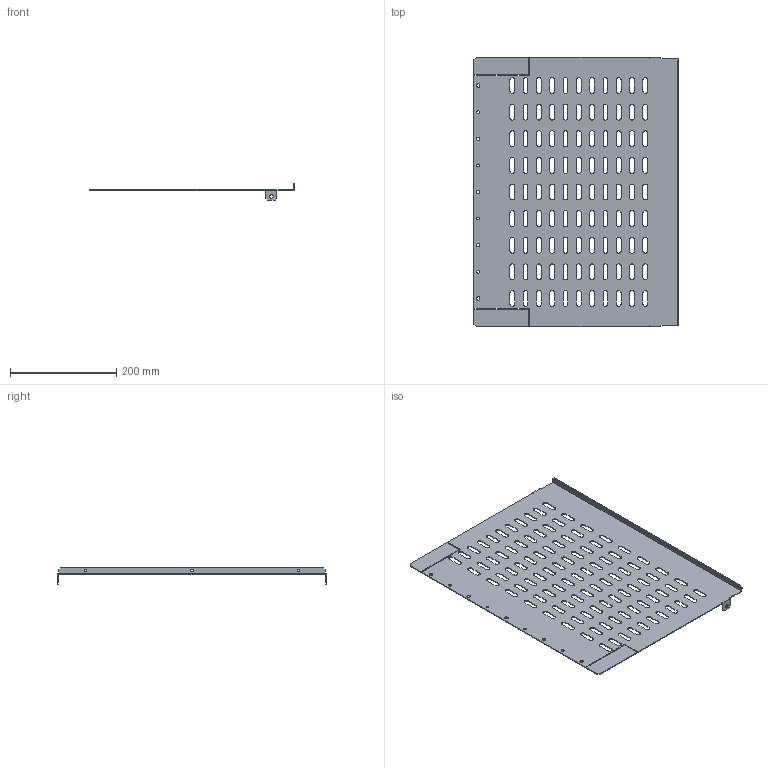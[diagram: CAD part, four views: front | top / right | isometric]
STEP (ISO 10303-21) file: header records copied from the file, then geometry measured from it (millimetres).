
FILE_DESCRIPTION (( 'STEP AP203' ), '1' );
FILE_NAME ('FO-00-SWHR-060 FORMAT Ïåðåãîðîäêà ñåêö. ãîðèç. àïïàðàòíîãî îòñåêà 600 IEK.STEP', '2024-07-09T12:25:24', ( '' ), ( '' ), 'SwSTEP 2.0', 'SolidWorks 2022', '' );
FILE_SCHEMA (( 'CONFIG_CONTROL_DESIGN' ));
Length unit declared in the file: millimetre
Products named in the file (1): FO-00-SWHR-060 FORMAT Перегородка секц. гориз. аппаратного отсека 600 IEK
Bounding box: 383.5 x 506 x 30.5 mm (x, y, z)
Volume: 261300.7 mm3; surface area: 362835.5 mm2
Topology: 1 solids, 1 shells, 496 faces, 1482 edges, 988 vertices
Faces by surface type: plane 270, cylinder 226
Entity records: 17339 total; most frequent: CARTESIAN_POINT 2967, ORIENTED_EDGE 2964, DIRECTION 2928, EDGE_CURVE 1482, VECTOR 1030, LINE 1030, VERTEX_POINT 988, AXIS2_PLACEMENT_3D 949
